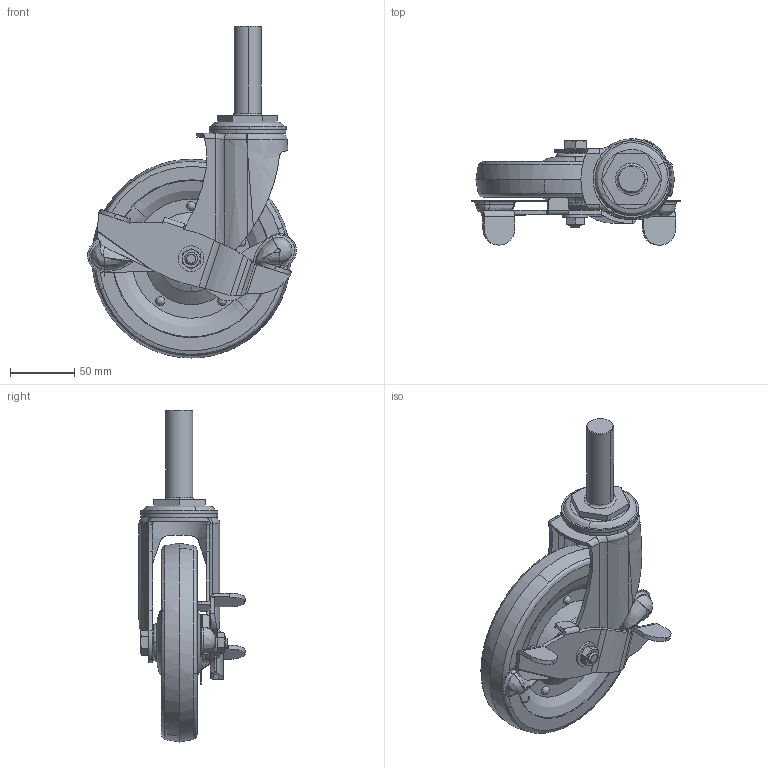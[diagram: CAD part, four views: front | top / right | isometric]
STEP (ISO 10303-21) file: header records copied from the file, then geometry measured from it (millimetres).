
FILE_DESCRIPTION((''),'2;1');
FILE_NAME('','2009-03-19T14:56:03',(''),(''),'','CADfix','');
FILE_SCHEMA(('AUTOMOTIVE_DESIGN { 1 0 10303 214 1 1 1 1 }'));
Length unit declared in the file: millimetre
Bounding box: 162.75 x 82.71 x 259 mm (x, y, z)
Volume: 574883.3 mm3; surface area: 125690.4 mm2
Topology: 6 solids, 8 shells, 431 faces, 1168 edges, 767 vertices
Faces by surface type: bspline 431
Entity records: 28329 total; most frequent: CARTESIAN_POINT 21876, ORIENTED_EDGE 2300, EDGE_CURVE 1153, VERTEX_POINT 767, EDGE_LOOP 474, FACE_OUTER_BOUND 431, ADVANCED_FACE 431, QUASI_UNIFORM_CURVE 349
